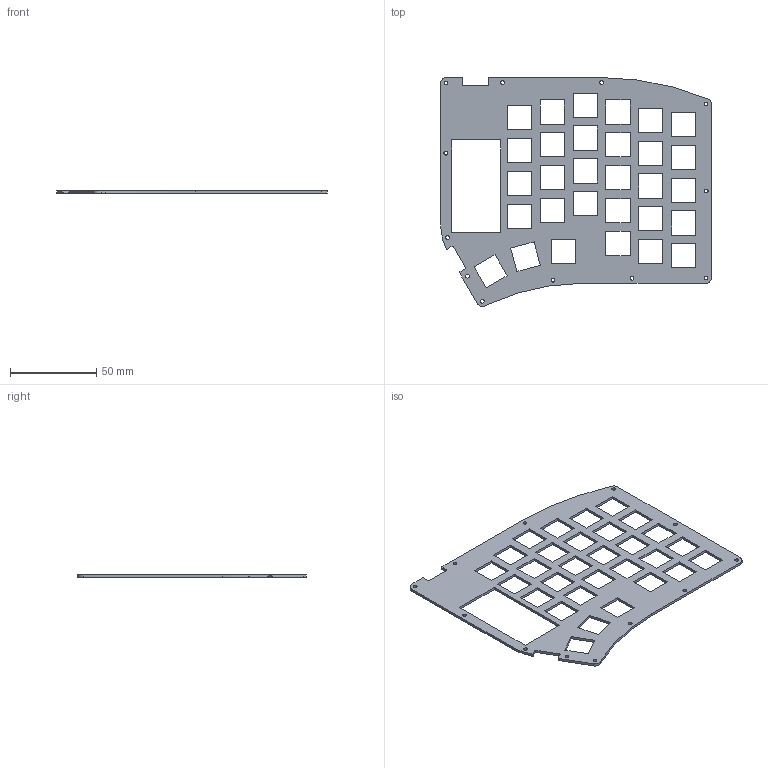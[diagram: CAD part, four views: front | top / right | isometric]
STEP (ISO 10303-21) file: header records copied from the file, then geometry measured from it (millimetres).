
FILE_DESCRIPTION(/* description */ (''),/* implementation_level */ '2;1');
FILE_NAME(/* name */ 'Case_Plate.step',/* time_stamp */ '2022-05-12T21:44:35+01:00',/* author */ (''),/* organization */ (''),/* preprocessor_version */ 'ST-DEVELOPER v18.1',/* originating_system */ 'Autodesk Translation Framework v10.14.0.1471',/* authorisation */ '');
FILE_SCHEMA (('AUTOMOTIVE_DESIGN { 1 0 10303 214 3 1 1 }'));
Length unit declared in the file: millimetre
Products named in the file (1): Case_3DP
Bounding box: 156.91 x 132.65 x 1.5 mm (x, y, z)
Volume: 16494.6 mm3; surface area: 25711.5 mm2
Topology: 1 solids, 1 shells, 166 faces, 492 edges, 328 vertices
Faces by surface type: plane 139, cylinder 27
Full cylindrical faces by diameter (mm): 2.2 x12
Entity records: 5702 total; most frequent: CARTESIAN_POINT 987, ORIENTED_EDGE 984, DIRECTION 880, EDGE_CURVE 492, LINE 438, VECTOR 438, VERTEX_POINT 328, EDGE_LOOP 252
